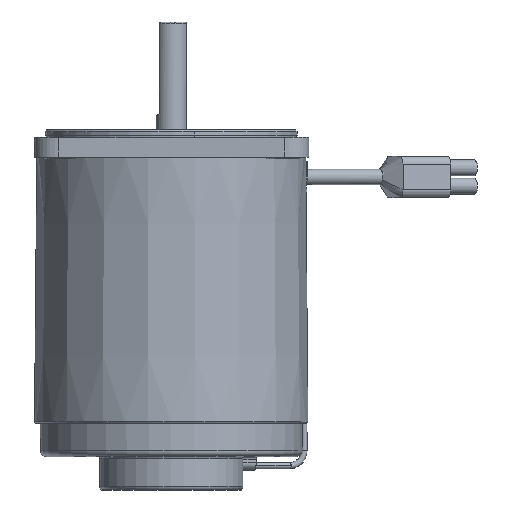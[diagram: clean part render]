
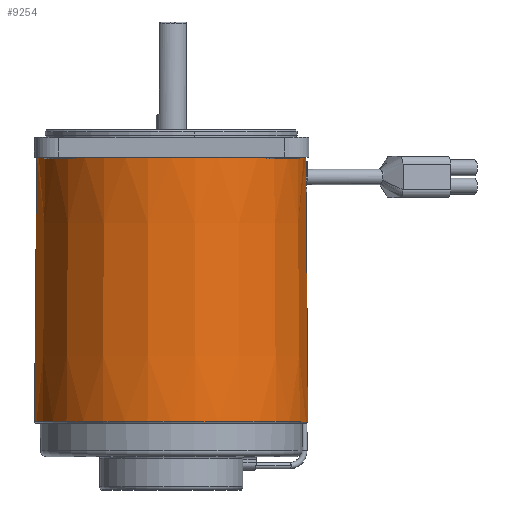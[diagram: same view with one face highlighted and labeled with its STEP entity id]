
A CAD part, front view. The second image highlights one B-rep face of the part: STEP entity #9254.
In plain terms, the highlighted conical face has half-angle 0.5 degrees and reference radius 45.1 mm.
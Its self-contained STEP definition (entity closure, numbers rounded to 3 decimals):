
#3464 = DIRECTION ( 'NONE',  ( 0., 0., -1. ) ) ;
#3465 = DIRECTION ( 'NONE',  ( 1., 0., 0. ) ) ;
#3466 = AXIS2_PLACEMENT_3D ( 'NONE', #3476, #3465, #3464 ) ;
#3467 = CARTESIAN_POINT ( 'NONE',  ( 98.5, 0., -44.24 ) ) ;
#3468 = CIRCLE ( 'NONE', #3466, 44.24 ) ;
#3476 = CARTESIAN_POINT ( 'NONE',  ( 98.5, 0., 0. ) ) ;
#4229 = DIRECTION ( 'NONE',  ( -1., 0., 0.009 ) ) ;
#4230 = CARTESIAN_POINT ( 'NONE',  ( 0., 0., 45.1 ) ) ;
#4278 = VECTOR ( 'NONE', #4229, 1000. ) ;
#4279 = LINE ( 'NONE', #4230, #4278 ) ;
#4576 = CARTESIAN_POINT ( 'NONE',  ( 0., 0., -45.1 ) ) ;
#4613 = DIRECTION ( 'NONE',  ( -1., 0., -0.009 ) ) ;
#4614 = VECTOR ( 'NONE', #4613, 1000. ) ;
#4618 = LINE ( 'NONE', #4576, #4614 ) ;
#7163 = EDGE_CURVE ( 'NONE', #9242, #7166, #3468, .T. ) ;
#7165 = ORIENTED_EDGE ( 'NONE', *, *, #9256, .T. ) ;
#7166 = VERTEX_POINT ( 'NONE', #3467 ) ;
#7520 = EDGE_CURVE ( 'NONE', #9242, #14064, #4279, .T. ) ;
#7524 = ORIENTED_EDGE ( 'NONE', *, *, #7520, .T. ) ;
#7978 = EDGE_CURVE ( 'NONE', #7166, #13918, #4618, .T. ) ;
#9242 = VERTEX_POINT ( 'NONE', #15845 ) ;
#9247 = ORIENTED_EDGE ( 'NONE', *, *, #7978, .F. ) ;
#9248 = EDGE_LOOP ( 'NONE', ( #9249, #7524, #7165, #9247 ) ) ;
#9249 = ORIENTED_EDGE ( 'NONE', *, *, #7163, .F. ) ;
#9254 = ADVANCED_FACE ( 'NONE', ( #15886 ), #15874, .T. ) ;
#9256 = EDGE_CURVE ( 'NONE', #14064, #13918, #15891, .T. ) ;
#13918 = VERTEX_POINT ( 'NONE', #17154 ) ;
#14064 = VERTEX_POINT ( 'NONE', #17145 ) ;
#15845 = CARTESIAN_POINT ( 'NONE',  ( 98.5, 0., 44.24 ) ) ;
#15863 = AXIS2_PLACEMENT_3D ( 'NONE', #15872, #15869, #15921 ) ;
#15869 = DIRECTION ( 'NONE',  ( 1., 0., 0. ) ) ;
#15870 = DIRECTION ( 'NONE',  ( 0., 0., -1. ) ) ;
#15871 = DIRECTION ( 'NONE',  ( -1., 0., 0. ) ) ;
#15872 = CARTESIAN_POINT ( 'NONE',  ( 11.504, 0., 0. ) ) ;
#15874 = CONICAL_SURFACE ( 'NONE', #15881, 45.1, 0.009 ) ;
#15880 = CARTESIAN_POINT ( 'NONE',  ( 0., 0., 0. ) ) ;
#15881 = AXIS2_PLACEMENT_3D ( 'NONE', #15880, #15871, #15870 ) ;
#15886 = FACE_OUTER_BOUND ( 'NONE', #9248, .T. ) ;
#15891 = CIRCLE ( 'NONE', #15863, 45. ) ;
#15921 = DIRECTION ( 'NONE',  ( 0., 0., 1. ) ) ;
#17145 = CARTESIAN_POINT ( 'NONE',  ( 11.504, 0., 45. ) ) ;
#17154 = CARTESIAN_POINT ( 'NONE',  ( 11.504, 0., -45. ) ) ;
